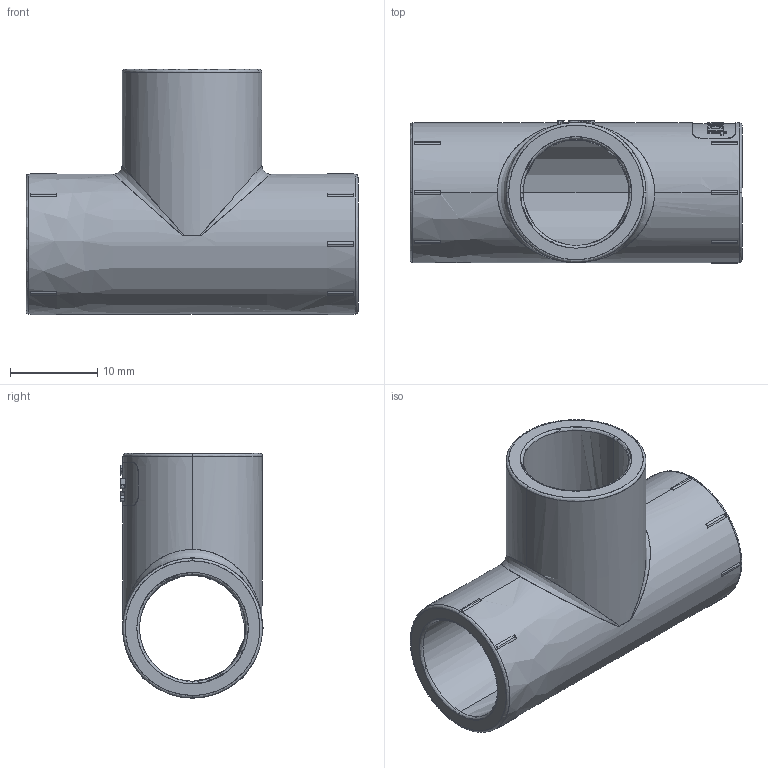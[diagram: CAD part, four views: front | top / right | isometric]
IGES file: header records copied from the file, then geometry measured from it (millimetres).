
Start section: SolidWorks IGES file using analytic representation for surfaces
Global section: file name: 01 05 1003 012.IGS; native system: SolidWorks 2014; preprocessor: SolidWorks 2014; author: utilizadort; date: 140929.105534; units: millimetre
Bounding box: 38 x 16.27 x 28.07 mm (x, y, z)
Surface area: 4559.7 mm2 (no closed solid volume)
Topology: 0 solids, 0 shells, 280 faces, 2834 edges, 2805 vertices
Faces by surface type: bspline 215, revolution 65
